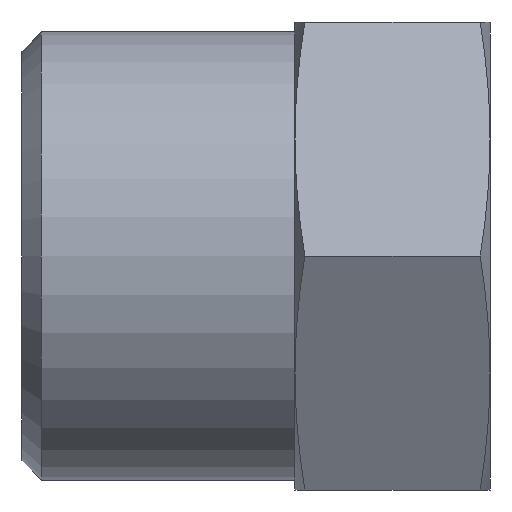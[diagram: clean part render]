
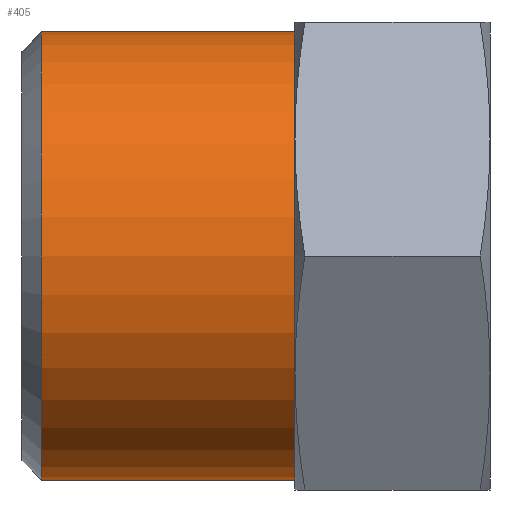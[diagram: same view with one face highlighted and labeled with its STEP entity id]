
A CAD part, front view. The second image highlights one B-rep face of the part: STEP entity #405.
In plain terms, the highlighted cylindrical face has radius 5.75 mm (diameter 11.5 mm), a full revolution.
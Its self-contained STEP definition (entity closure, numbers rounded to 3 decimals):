
#20=FACE_BOUND('',#111,.T.);
#29=CYLINDRICAL_SURFACE('',#454,5.75);
#76=FACE_OUTER_BOUND('',#110,.T.);
#110=EDGE_LOOP('',(#341));
#111=EDGE_LOOP('',(#342));
#142=CIRCLE('',#453,5.75);
#143=CIRCLE('',#455,5.75);
#201=VERTEX_POINT('',#727);
#202=VERTEX_POINT('',#730);
#254=EDGE_CURVE('',#201,#201,#142,.T.);
#255=EDGE_CURVE('',#202,#202,#143,.T.);
#341=ORIENTED_EDGE('',*,*,#255,.F.);
#342=ORIENTED_EDGE('',*,*,#254,.T.);
#405=ADVANCED_FACE('',(#76,#20),#29,.T.);
#453=AXIS2_PLACEMENT_3D('',#728,#552,#553);
#454=AXIS2_PLACEMENT_3D('',#729,#554,#555);
#455=AXIS2_PLACEMENT_3D('',#731,#556,#557);
#552=DIRECTION('center_axis',(1.,0.,0.));
#553=DIRECTION('ref_axis',(0.,0.,-1.));
#554=DIRECTION('center_axis',(1.,0.,0.));
#555=DIRECTION('ref_axis',(0.,1.,0.));
#556=DIRECTION('center_axis',(1.,0.,0.));
#557=DIRECTION('ref_axis',(0.,0.,-1.));
#727=CARTESIAN_POINT('',(-11.5,5.75,0.));
#728=CARTESIAN_POINT('Origin',(-11.5,0.,0.));
#729=CARTESIAN_POINT('Origin',(-8.25,0.,0.));
#730=CARTESIAN_POINT('',(-5.,5.75,0.));
#731=CARTESIAN_POINT('Origin',(-5.,0.,0.));
